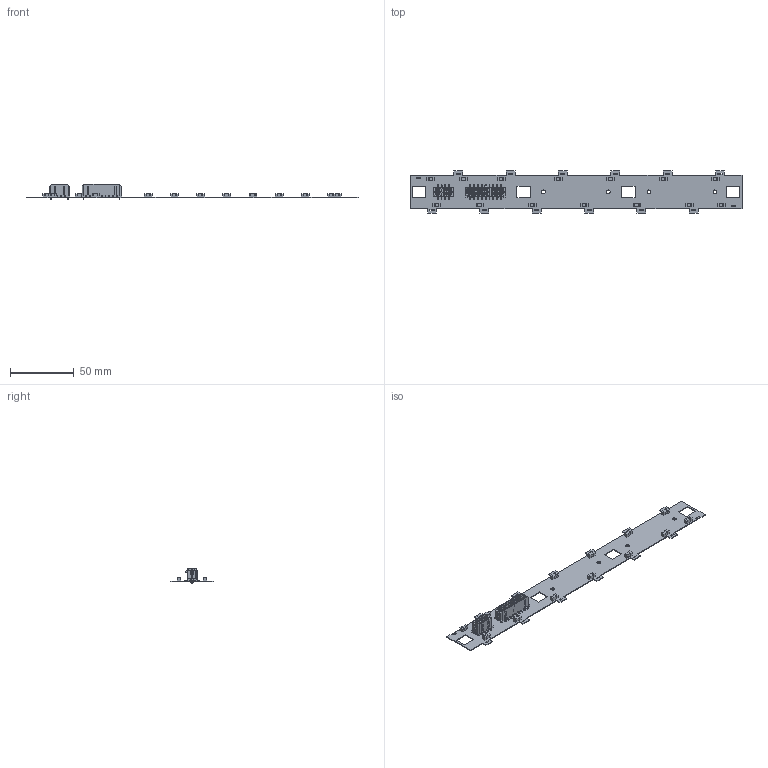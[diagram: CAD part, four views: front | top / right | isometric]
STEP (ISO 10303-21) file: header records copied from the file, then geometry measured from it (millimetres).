
FILE_DESCRIPTION(('Open CASCADE Model'),'2;1');
FILE_NAME('Open CASCADE Shape Model','2024-05-08T15:40:55',('Author'),( 'Open CASCADE'),'Open CASCADE STEP processor 7.5','Open CASCADE 7.5' ,'Unknown');
FILE_SCHEMA(('AUTOMOTIVE_DESIGN { 1 0 10303 214 1 1 1 1 }'));
Length unit declared in the file: millimetre
Products named in the file (27): PCB; Board; Open CASCADE STEP translator 7.5 1.1.1; F13; 5737746112; ORION HEADER; 430451815; Open CASCADE STEP translator 7.5 1.3.1.1; Open CASCADE STEP translator 7.5 1.3.1.2; TEMP HEADER; 430450815; Open CASCADE STEP translator 7.5 1.4.1.1; Open CASCADE STEP translator 7.5 1.4.1.2; F0; 5737746832; F12; F11; F10; F9; F8; F7; F6; F5; F4; F3; F2; F1
Assembly tree (38 placements, depth 4):
  PCB
    Board
      Open CASCADE STEP translator 7.5 1.1.1
    F13
      5737746112
    ORION HEADER
      430451815
        Open CASCADE STEP translator 7.5 1.3.1.1
        Open CASCADE STEP translator 7.5 1.3.1.2
    TEMP HEADER
      430450815
        Open CASCADE STEP translator 7.5 1.4.1.1
        Open CASCADE STEP translator 7.5 1.4.1.2
    F0
      5737746832
    F12
      5737746112
    F11
      5737746112
    F10
      5737746112
    F9
      5737746112
    F8
      5737746112
    F7
      5737746112
    F6
      5737746112
    F5
      5737746112
    F4
      5737746112
    F3
      5737746112
    F2
      5737746832
    F1
      5737746832
Bounding box: 260 x 33 x 11.96 mm (x, y, z)
Volume: 6616.3 mm3; surface area: 19637.9 mm2
Topology: 59 solids, 59 shells, 1638 faces, 4168 edges, 2816 vertices
Faces by surface type: plane 1602, cylinder 36
Full cylindrical faces by diameter (mm): 2.41 x4, 3 x4
Entity records: 39686 total; most frequent: CARTESIAN_POINT 7053, ORIENTED_EDGE 6540, DIRECTION 6114, LINE 3320, VECTOR 3320, EDGE_CURVE 3270, VERTEX_POINT 2076, AXIS2_PLACEMENT_3D 1397
